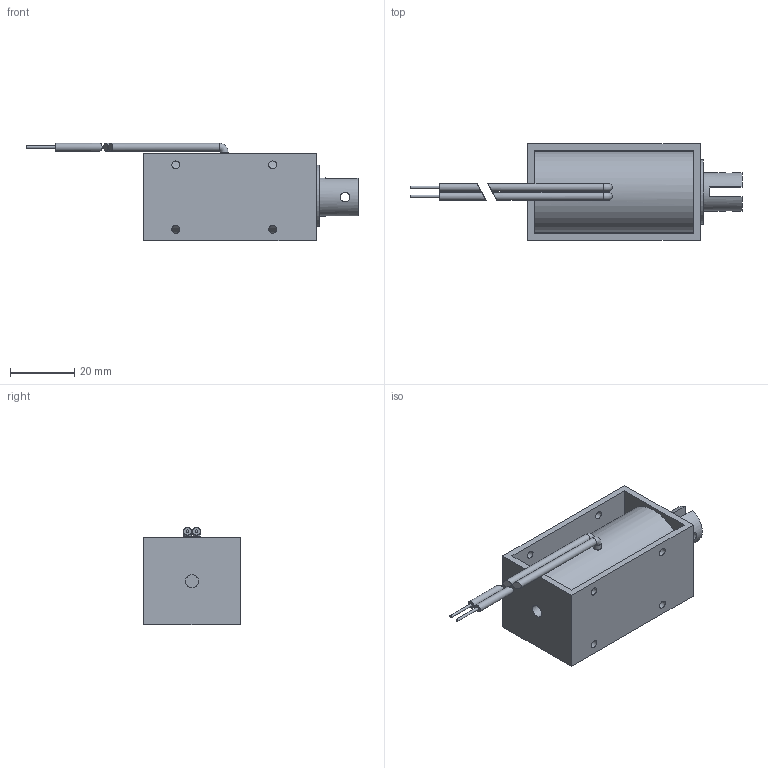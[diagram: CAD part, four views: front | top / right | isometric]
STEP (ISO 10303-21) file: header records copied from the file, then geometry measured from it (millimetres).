
FILE_DESCRIPTION( ( 'Unknown' ), '1' );
FILE_NAME( 'F1253L.stp', 'Unknown', ( 'Unknown' ), ( 'Unknown' ), 'PSStep 17.0.49', 'Unknown', ' ' );
FILE_SCHEMA( ( 'AUTOMOTIVE_DESIGN { 1 0 10303 214 1 1 1 1 }' ) );
Length unit declared in the file: millimetre
Products named in the file (6): Assem1; F1253L; F1253L-2; E-ring 11,4mm
Assembly tree (5 placements, depth 2):
  Assem1
    F1253L
    F1253L
    F1253L
    F1253L-2
    E-ring 11,4mm
Bounding box: 103 x 30 x 30.2 mm (x, y, z)
Volume: 33986.3 mm3; surface area: 17460 mm2
Topology: 5 solids, 5 shells, 74 faces, 174 edges, 116 vertices
Faces by surface type: cylinder 36, plane 34, cone 2, torus 2
Full cylindrical faces by diameter (mm): 0.8 x2, 2.4 x6, 2.459 x8, 3 x2, 4 x1, 11 x1, 12 x3, 25 x1
Entity records: 2844 total; most frequent: CARTESIAN_POINT 494, DIRECTION 366, ORIENTED_EDGE 276, AXIS2_PLACEMENT_3D 152, EDGE_CURVE 138, EDGE_LOOP 134, VERTEX_POINT 108, FACE_OUTER_BOUND 100
